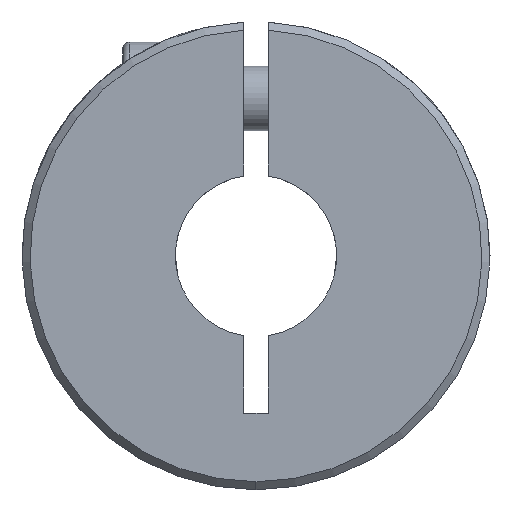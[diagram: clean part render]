
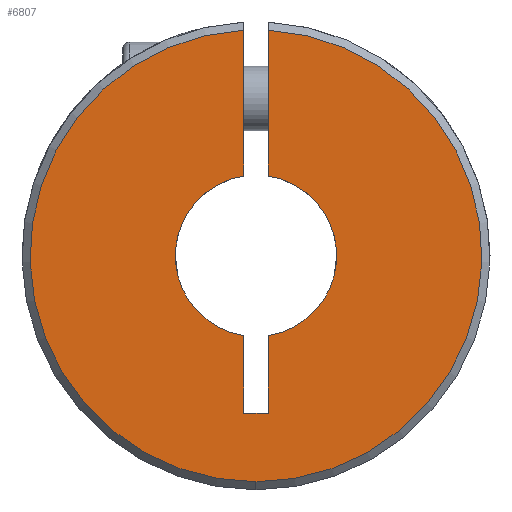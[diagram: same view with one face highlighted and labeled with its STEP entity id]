
A CAD part, left-side view. The second image highlights one B-rep face of the part: STEP entity #6807.
In plain terms, the highlighted planar face has unit normal (-1, 0, 0).
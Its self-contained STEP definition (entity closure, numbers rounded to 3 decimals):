
#95 = CARTESIAN_POINT ( 'NONE',  ( -22.5, -0.75, 4.943 ) ) ;
#153 = LINE ( 'NONE', #2382, #2642 ) ;
#265 = LINE ( 'NONE', #2525, #4349 ) ;
#380 = CARTESIAN_POINT ( 'NONE',  ( -22.5, 0., 0. ) ) ;
#415 = EDGE_CURVE ( 'NONE', #4784, #2182, #5952, .T. ) ;
#416 = EDGE_CURVE ( 'NONE', #2182, #4316, #1783, .T. ) ;
#471 = ORIENTED_EDGE ( 'NONE', *, *, #415, .F. ) ;
#730 = CARTESIAN_POINT ( 'NONE',  ( -22.5, 0., 0. ) ) ;
#771 = DIRECTION ( 'NONE',  ( 0., 0., 1. ) ) ;
#1064 = ORIENTED_EDGE ( 'NONE', *, *, #1161, .T. ) ;
#1070 = CARTESIAN_POINT ( 'NONE',  ( -22.5, 0., 0. ) ) ;
#1161 = EDGE_CURVE ( 'NONE', #1478, #5670, #265, .T. ) ;
#1186 = DIRECTION ( 'NONE',  ( 0., 0., 1. ) ) ;
#1304 = DIRECTION ( 'NONE',  ( 0., 0., 1. ) ) ;
#1478 = VERTEX_POINT ( 'NONE', #6606 ) ;
#1747 = ORIENTED_EDGE ( 'NONE', *, *, #4376, .F. ) ;
#1755 = CARTESIAN_POINT ( 'NONE',  ( -22.5, -0.75, 13.98 ) ) ;
#1758 = VECTOR ( 'NONE', #2309, 1000. ) ;
#1783 = LINE ( 'NONE', #5243, #2761 ) ;
#1982 = DIRECTION ( 'NONE',  ( 0., 0., -1. ) ) ;
#2118 = AXIS2_PLACEMENT_3D ( 'NONE', #1070, #3240, #5472 ) ;
#2176 = CIRCLE ( 'NONE', #2533, 5. ) ;
#2182 = VERTEX_POINT ( 'NONE', #95 ) ;
#2209 = ORIENTED_EDGE ( 'NONE', *, *, #2873, .T. ) ;
#2260 = VERTEX_POINT ( 'NONE', #4183 ) ;
#2267 = CARTESIAN_POINT ( 'NONE',  ( -22.5, -0.75, -9.75 ) ) ;
#2309 = DIRECTION ( 'NONE',  ( 0., 0., 1. ) ) ;
#2382 = CARTESIAN_POINT ( 'NONE',  ( -22.5, -0.75, -9.75 ) ) ;
#2432 = ORIENTED_EDGE ( 'NONE', *, *, #416, .F. ) ;
#2473 = FACE_OUTER_BOUND ( 'NONE', #5992, .T. ) ;
#2525 = CARTESIAN_POINT ( 'NONE',  ( -22.5, 0.75, -9.75 ) ) ;
#2533 = AXIS2_PLACEMENT_3D ( 'NONE', #2975, #4114, #1304 ) ;
#2580 = AXIS2_PLACEMENT_3D ( 'NONE', #5982, #3816, #3858 ) ;
#2642 = VECTOR ( 'NONE', #5110, 1000. ) ;
#2761 = VECTOR ( 'NONE', #1186, 1000. ) ;
#2873 = EDGE_CURVE ( 'NONE', #5869, #2260, #4992, .T. ) ;
#2975 = CARTESIAN_POINT ( 'NONE',  ( -22.5, 0., 0. ) ) ;
#3003 = DIRECTION ( 'NONE',  ( -1., 0., 0. ) ) ;
#3067 = CIRCLE ( 'NONE', #4614, 14. ) ;
#3194 = EDGE_CURVE ( 'NONE', #3422, #1478, #153, .T. ) ;
#3240 = DIRECTION ( 'NONE',  ( -1., 0., 0. ) ) ;
#3322 = VERTEX_POINT ( 'NONE', #4083 ) ;
#3421 = ORIENTED_EDGE ( 'NONE', *, *, #3194, .T. ) ;
#3422 = VERTEX_POINT ( 'NONE', #2267 ) ;
#3433 = CARTESIAN_POINT ( 'NONE',  ( -22.5, -0.75, -9.75 ) ) ;
#3508 = LINE ( 'NONE', #3433, #1758 ) ;
#3566 = CARTESIAN_POINT ( 'NONE',  ( -22.5, 0.75, 4.943 ) ) ;
#3816 = DIRECTION ( 'NONE',  ( 1., 0., 0. ) ) ;
#3858 = DIRECTION ( 'NONE',  ( 0., 0., -1. ) ) ;
#3950 = ORIENTED_EDGE ( 'NONE', *, *, #6379, .F. ) ;
#4083 = CARTESIAN_POINT ( 'NONE',  ( -22.5, 0., -14. ) ) ;
#4114 = DIRECTION ( 'NONE',  ( -1., 0., 0. ) ) ;
#4183 = CARTESIAN_POINT ( 'NONE',  ( -22.5, 0.75, 13.98 ) ) ;
#4195 = VECTOR ( 'NONE', #6123, 1000. ) ;
#4198 = PLANE ( 'NONE',  #2580 ) ;
#4298 = DIRECTION ( 'NONE',  ( -1., 0., 0. ) ) ;
#4316 = VERTEX_POINT ( 'NONE', #1755 ) ;
#4349 = VECTOR ( 'NONE', #7046, 1000. ) ;
#4376 = EDGE_CURVE ( 'NONE', #5869, #5670, #2176, .T. ) ;
#4432 = AXIS2_PLACEMENT_3D ( 'NONE', #730, #3003, #771 ) ;
#4614 = AXIS2_PLACEMENT_3D ( 'NONE', #380, #4298, #1982 ) ;
#4669 = CARTESIAN_POINT ( 'NONE',  ( -22.5, 0.75, -4.943 ) ) ;
#4784 = VERTEX_POINT ( 'NONE', #5987 ) ;
#4992 = LINE ( 'NONE', #7168, #4195 ) ;
#5110 = DIRECTION ( 'NONE',  ( 0., 1., 0. ) ) ;
#5243 = CARTESIAN_POINT ( 'NONE',  ( -22.5, -0.75, -9.75 ) ) ;
#5472 = DIRECTION ( 'NONE',  ( 0., 0., -1. ) ) ;
#5514 = ORIENTED_EDGE ( 'NONE', *, *, #7088, .T. ) ;
#5659 = ORIENTED_EDGE ( 'NONE', *, *, #6212, .T. ) ;
#5667 = CIRCLE ( 'NONE', #2118, 14. ) ;
#5670 = VERTEX_POINT ( 'NONE', #4669 ) ;
#5869 = VERTEX_POINT ( 'NONE', #3566 ) ;
#5952 = CIRCLE ( 'NONE', #4432, 5. ) ;
#5982 = CARTESIAN_POINT ( 'NONE',  ( -22.5, 5., 0. ) ) ;
#5987 = CARTESIAN_POINT ( 'NONE',  ( -22.5, -0.75, -4.943 ) ) ;
#5992 = EDGE_LOOP ( 'NONE', ( #2209, #5659, #5514, #2432, #471, #3950, #3421, #1064, #1747 ) ) ;
#6123 = DIRECTION ( 'NONE',  ( 0., 0., 1. ) ) ;
#6212 = EDGE_CURVE ( 'NONE', #2260, #3322, #5667, .T. ) ;
#6379 = EDGE_CURVE ( 'NONE', #3422, #4784, #3508, .T. ) ;
#6606 = CARTESIAN_POINT ( 'NONE',  ( -22.5, 0.75, -9.75 ) ) ;
#6807 = ADVANCED_FACE ( 'NONE', ( #2473 ), #4198, .F. ) ;
#7046 = DIRECTION ( 'NONE',  ( 0., 0., 1. ) ) ;
#7088 = EDGE_CURVE ( 'NONE', #3322, #4316, #3067, .T. ) ;
#7168 = CARTESIAN_POINT ( 'NONE',  ( -22.5, 0.75, -9.75 ) ) ;
